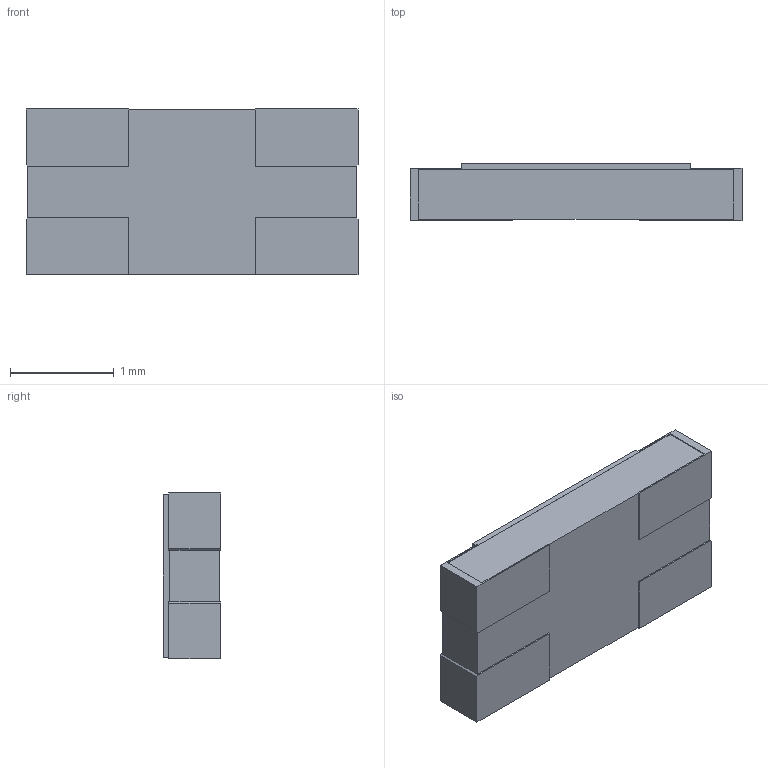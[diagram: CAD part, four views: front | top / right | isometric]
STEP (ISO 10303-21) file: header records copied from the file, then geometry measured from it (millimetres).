
FILE_DESCRIPTION((''),'2;1');
FILE_NAME('LVK-12','2024-09-20T',('Designer'),(''),'PRO/ENGINEER BY PARAMETRIC TECHNOLOGY CORPORATION, 2017170','PRO/ENGINEER BY PARAMETRIC TECHNOLOGY CORPORATION, 2017170','');
FILE_SCHEMA(('AUTOMOTIVE_DESIGN { 1 0 10303 214 1 1 1 1 }'));
Length unit declared in the file: inch
Products named in the file (1): LVK-12
Bounding box: 3.2 x 0.55 x 1.6 mm (x, y, z)
Volume: 2.7 mm3; surface area: 15.5 mm2
Topology: 1 solids, 1 shells, 62 faces, 160 edges, 100 vertices
Faces by surface type: plane 62
Entity records: 2258 total; most frequent: CARTESIAN_POINT 324, ORIENTED_EDGE 320, DIRECTION 284, VECTOR 160, LINE 160, EDGE_CURVE 160, VERTEX_POINT 100, AXIS2_PLACEMENT_3D 62
